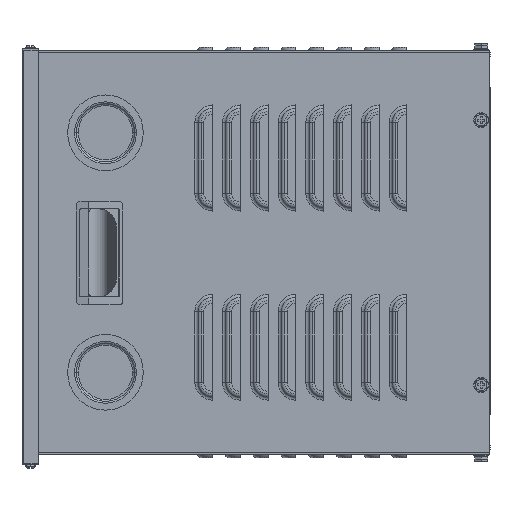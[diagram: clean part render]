
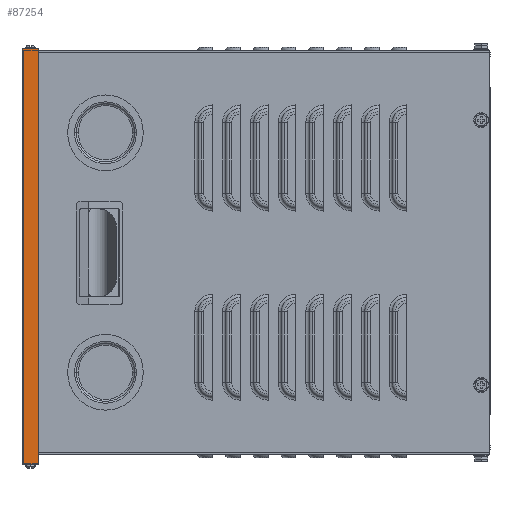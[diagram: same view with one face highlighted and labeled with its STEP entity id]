
A CAD part, left-side view. The second image highlights one B-rep face of the part: STEP entity #87254.
In plain terms, the highlighted planar face has unit normal (-1, 0, 0).
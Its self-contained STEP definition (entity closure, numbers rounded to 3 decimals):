
#87024=DIRECTION('',(0.,-1.,0.));
#87025=VECTOR('',#87024,330.);
#87026=CARTESIAN_POINT('',(-225.,165.,0.));
#87027=LINE('',#87026,#87025);
#87040=DIRECTION('',(0.,0.,1.));
#87041=VECTOR('',#87040,13.);
#87042=CARTESIAN_POINT('',(-225.,165.,0.));
#87043=LINE('',#87042,#87041);
#87062=DIRECTION('',(0.,0.,1.));
#87063=VECTOR('',#87062,13.);
#87064=CARTESIAN_POINT('',(-225.,-165.,0.));
#87065=LINE('',#87064,#87063);
#87076=DIRECTION('',(0.,-1.,0.));
#87077=VECTOR('',#87076,330.);
#87078=CARTESIAN_POINT('',(-225.,165.,13.));
#87079=LINE('',#87078,#87077);
#87176=CARTESIAN_POINT('',(-225.,165.,0.));
#87177=CARTESIAN_POINT('',(-225.,-165.,0.));
#87178=VERTEX_POINT('',#87176);
#87179=VERTEX_POINT('',#87177);
#87184=CARTESIAN_POINT('',(-225.,165.,13.));
#87185=CARTESIAN_POINT('',(-225.,-165.,13.));
#87186=VERTEX_POINT('',#87184);
#87187=VERTEX_POINT('',#87185);
#87240=CARTESIAN_POINT('',(-225.,165.,0.));
#87241=DIRECTION('',(-1.,0.,0.));
#87242=DIRECTION('',(0.,-1.,0.));
#87243=AXIS2_PLACEMENT_3D('',#87240,#87241,#87242);
#87244=PLANE('',#87243);
#87245=ORIENTED_EDGE('',*,*,#87229,.F.);
#87247=ORIENTED_EDGE('',*,*,#87246,.T.);
#87249=ORIENTED_EDGE('',*,*,#87248,.T.);
#87251=ORIENTED_EDGE('',*,*,#87250,.F.);
#87252=EDGE_LOOP('',(#87245,#87247,#87249,#87251));
#87253=FACE_OUTER_BOUND('',#87252,.F.);
#87229=EDGE_CURVE('',#87178,#87179,#87027,.T.);
#87246=EDGE_CURVE('',#87178,#87186,#87043,.T.);
#87248=EDGE_CURVE('',#87186,#87187,#87079,.T.);
#87250=EDGE_CURVE('',#87179,#87187,#87065,.T.);
#87254=ADVANCED_FACE('',(#87253),#87244,.T.);
